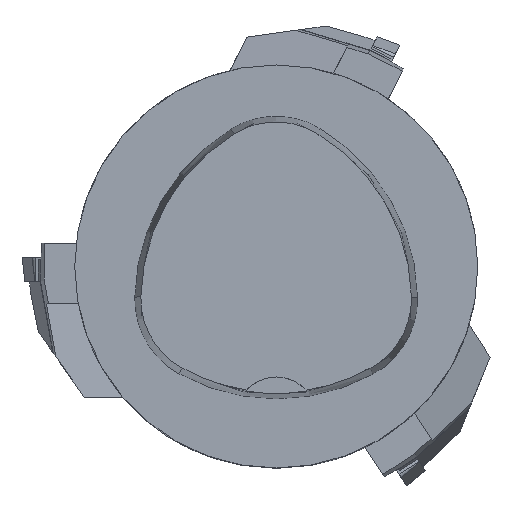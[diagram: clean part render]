
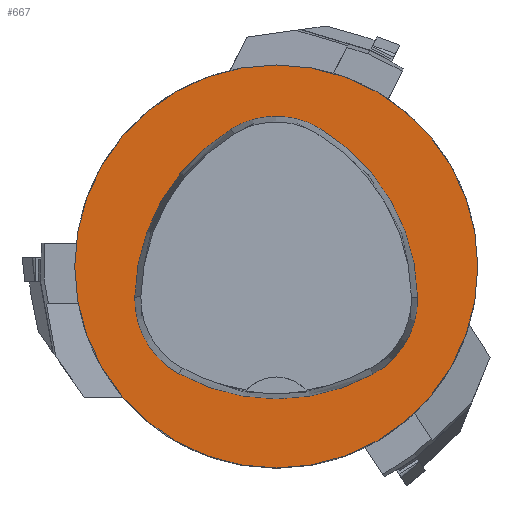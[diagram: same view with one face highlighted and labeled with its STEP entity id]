
A CAD part, top view. The second image highlights one B-rep face of the part: STEP entity #667.
In plain terms, the highlighted planar face has unit normal (0, 0, 1).
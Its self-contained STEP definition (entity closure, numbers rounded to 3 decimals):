
#191=PLANE('',#2217);
#558=FACE_BOUND('',#883,.T.);
#559=FACE_BOUND('',#884,.T.);
#667=ADVANCED_FACE('',(#558,#559),#191,.T.);
#883=EDGE_LOOP('',(#1235,#1236,#1237,#1238,#1239,#1240));
#884=EDGE_LOOP('',(#1241));
#985=CIRCLE('',#2194,20.);
#987=CIRCLE('',#2197,8.5);
#989=CIRCLE('',#2200,20.);
#991=CIRCLE('',#2203,8.5);
#995=CIRCLE('',#2208,20.);
#997=CIRCLE('',#2211,8.5);
#1000=CIRCLE('',#2216,20.);
#1235=ORIENTED_EDGE('',*,*,#1835,.T.);
#1236=ORIENTED_EDGE('',*,*,#1815,.T.);
#1237=ORIENTED_EDGE('',*,*,#1819,.T.);
#1238=ORIENTED_EDGE('',*,*,#1822,.T.);
#1239=ORIENTED_EDGE('',*,*,#1825,.T.);
#1240=ORIENTED_EDGE('',*,*,#1833,.T.);
#1241=ORIENTED_EDGE('',*,*,#1838,.F.);
#1610=VERTEX_POINT('',#3155);
#1611=VERTEX_POINT('',#3156);
#1614=VERTEX_POINT('',#3164);
#1616=VERTEX_POINT('',#3170);
#1618=VERTEX_POINT('',#3176);
#1625=VERTEX_POINT('',#3197);
#1626=VERTEX_POINT('',#3207);
#1815=EDGE_CURVE('',#1610,#1611,#985,.T.);
#1819=EDGE_CURVE('',#1611,#1614,#987,.T.);
#1822=EDGE_CURVE('',#1614,#1616,#989,.T.);
#1825=EDGE_CURVE('',#1616,#1618,#991,.T.);
#1833=EDGE_CURVE('',#1618,#1625,#995,.T.);
#1835=EDGE_CURVE('',#1625,#1610,#997,.T.);
#1838=EDGE_CURVE('',#1626,#1626,#1000,.T.);
#2194=AXIS2_PLACEMENT_3D('',#3154,#2517,#2518);
#2197=AXIS2_PLACEMENT_3D('',#3163,#2525,#2526);
#2200=AXIS2_PLACEMENT_3D('',#3169,#2532,#2533);
#2203=AXIS2_PLACEMENT_3D('',#3175,#2539,#2540);
#2208=AXIS2_PLACEMENT_3D('',#3198,#2551,#2552);
#2211=AXIS2_PLACEMENT_3D('',#3201,#2557,#2558);
#2216=AXIS2_PLACEMENT_3D('',#3206,#2567,#2568);
#2217=AXIS2_PLACEMENT_3D('',#3208,#2569,#2570);
#2517=DIRECTION('',(0.,0.,-1.));
#2518=DIRECTION('',(-1.,0.,0.));
#2525=DIRECTION('',(0.,0.,-1.));
#2526=DIRECTION('',(-1.,0.,0.));
#2532=DIRECTION('',(0.,0.,-1.));
#2533=DIRECTION('',(-1.,0.,0.));
#2539=DIRECTION('',(0.,0.,-1.));
#2540=DIRECTION('',(-1.,0.,0.));
#2551=DIRECTION('',(0.,0.,-1.));
#2552=DIRECTION('',(-1.,0.,0.));
#2557=DIRECTION('',(0.,0.,-1.));
#2558=DIRECTION('',(-1.,0.,0.));
#2567=DIRECTION('',(0.,0.,-1.));
#2568=DIRECTION('',(-1.,0.,0.));
#2569=DIRECTION('',(0.,0.,1.));
#2570=DIRECTION('',(1.,0.,0.));
#3154=CARTESIAN_POINT('',(5.955,-3.414,0.));
#3155=CARTESIAN_POINT('',(-14.041,-3.042,0.));
#3156=CARTESIAN_POINT('',(-4.472,13.653,0.));
#3163=CARTESIAN_POINT('',(-0.04,6.4,0.));
#3164=CARTESIAN_POINT('',(4.347,13.68,0.));
#3169=CARTESIAN_POINT('',(-5.976,-3.45,0.));
#3170=CARTESIAN_POINT('',(14.021,-3.075,0.));
#3175=CARTESIAN_POINT('',(5.522,-3.235,0.));
#3176=CARTESIAN_POINT('',(9.588,-10.699,0.));
#3197=CARTESIAN_POINT('',(-9.655,-10.639,0.));
#3198=CARTESIAN_POINT('',(0.022,6.864,0.));
#3201=CARTESIAN_POINT('',(-5.543,-3.2,0.));
#3206=CARTESIAN_POINT('',(0.,0.,0.));
#3207=CARTESIAN_POINT('',(-20.,0.,0.));
#3208=CARTESIAN_POINT('',(0.,0.,0.));
